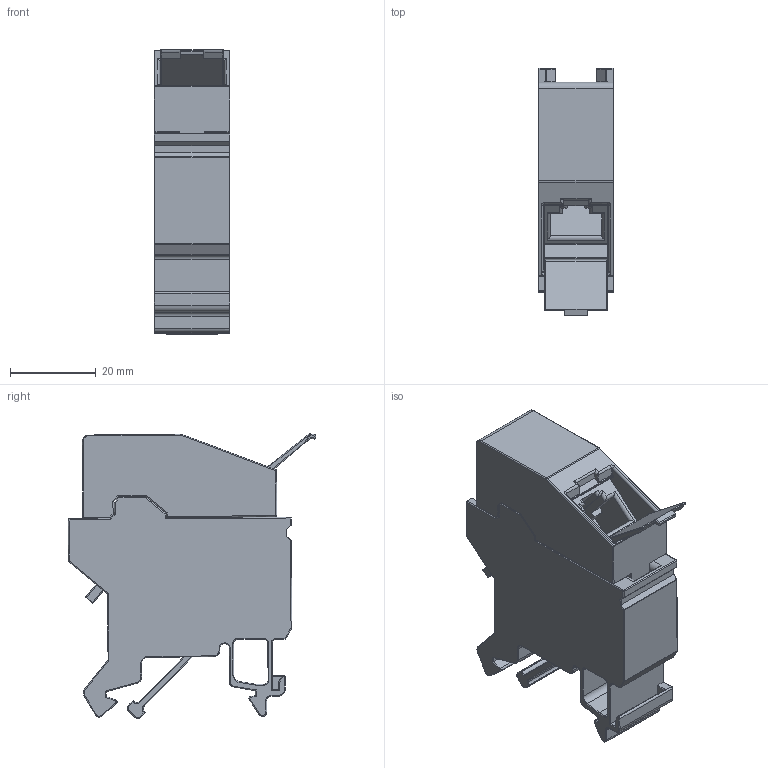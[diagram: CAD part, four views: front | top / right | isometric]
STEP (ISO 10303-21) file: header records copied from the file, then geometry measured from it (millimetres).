
FILE_DESCRIPTION(('CATIA V5 STEP Exchange','CAx-IF Rec.Pracs.--- Model Styling and Organization---1.5--- 2016-08-15','CAx-IF Rec.Pracs.---Supplemental Geometry---1.0---2011-11-01','CAx-IF Rec.Pracs.--- Composite Materials ---1.1---2010-07-15'),'2;1');
FILE_NAME ('032606-2_1', '2024-12-11T13:36:14+00:00', ('none'), ('Weidmueller'), 'CATIA Version 5-6 Release 2022 SP4 HF5', 'CATIA V5 STEP AP214 v3', 'none');
FILE_SCHEMA(('AUTOMOTIVE_DESIGN { 1 0 10303 214 1 1 1 1 }'));
Length unit declared in the file: millimetre
Products named in the file (1): 8808360000
Bounding box: 17.7 x 57.87 x 66.58 mm (x, y, z)
Volume: 30796.6 mm3; surface area: 16708.9 mm2
Topology: 1 solids, 1 shells, 641 faces, 1522 edges, 885 vertices
Faces by surface type: cylinder 314, plane 189, torus 75, sphere 51, bspline 12
Entity records: 19539 total; most frequent: CARTESIAN_POINT 5576, ORIENTED_EDGE 3044, DIRECTION 2518, EDGE_CURVE 1522, AXIS2_PLACEMENT_3D 1037, VERTEX_POINT 885, VECTOR 855, LINE 855
